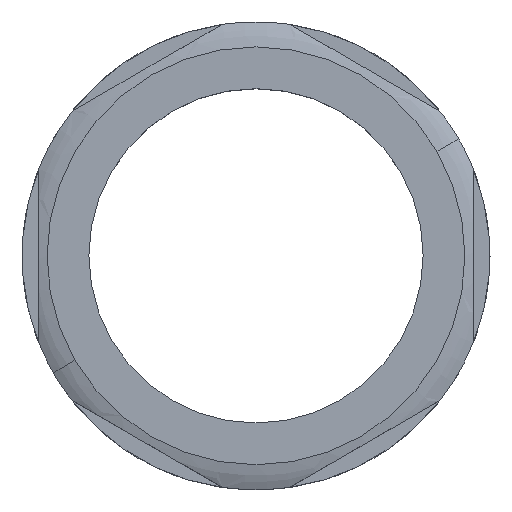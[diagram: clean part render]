
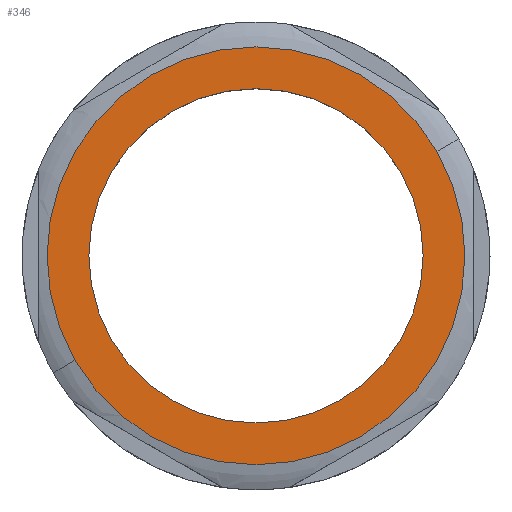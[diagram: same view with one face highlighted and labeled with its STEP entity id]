
A CAD part, top view. The second image highlights one B-rep face of the part: STEP entity #346.
In plain terms, the highlighted planar face has unit normal (0, 0, 1).
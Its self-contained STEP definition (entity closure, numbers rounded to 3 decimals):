
#54=AXIS2_PLACEMENT_3D('Circle Axis2P3D',#52,#53,$) ;
#303=AXIS2_PLACEMENT_3D('Circle Axis2P3D',#301,#302,$) ;
#322=AXIS2_PLACEMENT_3D('Plane Axis2P3D',#319,#320,#321) ;
#330=AXIS2_PLACEMENT_3D('Circle Axis2P3D',#328,#329,$) ;
#339=AXIS2_PLACEMENT_3D('Circle Axis2P3D',#337,#338,$) ;
#49=CARTESIAN_POINT('Vertex',(3.175,7.75,6.)) ;
#52=CARTESIAN_POINT('Axis2P3D Location',(14.,14.,6.)) ;
#56=CARTESIAN_POINT('Vertex',(24.825,20.25,6.)) ;
#301=CARTESIAN_POINT('Axis2P3D Location',(14.,14.,6.)) ;
#319=CARTESIAN_POINT('Axis2P3D Location',(14.,14.,6.)) ;
#328=CARTESIAN_POINT('Axis2P3D Location',(14.,14.,6.)) ;
#332=CARTESIAN_POINT('Vertex',(5.34,9.,6.)) ;
#334=CARTESIAN_POINT('Vertex',(22.66,19.,6.)) ;
#337=CARTESIAN_POINT('Axis2P3D Location',(14.,14.,6.)) ;
#53=DIRECTION('Axis2P3D Direction',(0.,-0.,1.)) ;
#302=DIRECTION('Axis2P3D Direction',(0.,-0.,1.)) ;
#320=DIRECTION('Axis2P3D Direction',(0.,-0.,1.)) ;
#321=DIRECTION('Axis2P3D XDirection',(0.866,0.5,0.)) ;
#329=DIRECTION('Axis2P3D Direction',(0.,-0.,1.)) ;
#338=DIRECTION('Axis2P3D Direction',(0.,-0.,1.)) ;
#325=ORIENTED_EDGE('',*,*,#58,.T.) ;
#326=ORIENTED_EDGE('',*,*,#305,.T.) ;
#343=ORIENTED_EDGE('',*,*,#336,.F.) ;
#344=ORIENTED_EDGE('',*,*,#341,.F.) ;
#345=FACE_BOUND('',#342,.T.) ;
#346=ADVANCED_FACE('Schnitt-Rotation1',(#327,#345),#323,.T.) ;
#55=CIRCLE('generated circle',#54,12.5) ;
#304=CIRCLE('generated circle',#303,12.5) ;
#331=CIRCLE('generated circle',#330,10.) ;
#340=CIRCLE('generated circle',#339,10.) ;
#58=EDGE_CURVE('',#57,#50,#55,.T.) ;
#305=EDGE_CURVE('',#50,#57,#304,.T.) ;
#336=EDGE_CURVE('',#333,#335,#331,.T.) ;
#341=EDGE_CURVE('',#335,#333,#340,.T.) ;
#324=EDGE_LOOP('',(#325,#326)) ;
#342=EDGE_LOOP('',(#343,#344)) ;
#327=FACE_OUTER_BOUND('',#324,.T.) ;
#323=PLANE('',#322) ;
#50=VERTEX_POINT('',#49) ;
#57=VERTEX_POINT('',#56) ;
#333=VERTEX_POINT('',#332) ;
#335=VERTEX_POINT('',#334) ;
